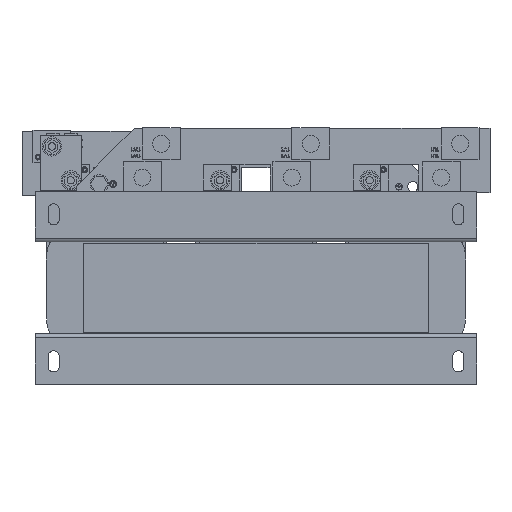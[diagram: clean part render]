
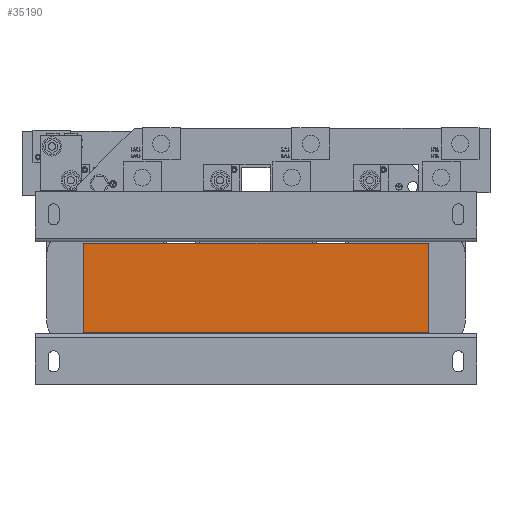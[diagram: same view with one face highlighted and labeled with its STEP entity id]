
A CAD part, front view. The second image highlights one B-rep face of the part: STEP entity #35190.
In plain terms, the highlighted planar face has unit normal (0, -1, 0).
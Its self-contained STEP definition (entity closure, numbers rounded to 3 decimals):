
#2098 = CARTESIAN_POINT ( 'NONE',  ( -187.5, -25., 48.5 ) ) ;
#5154 = DIRECTION ( 'NONE',  ( 1., 0., 0. ) ) ;
#6232 = VERTEX_POINT ( 'NONE', #11926 ) ;
#7334 = VECTOR ( 'NONE', #50238, 1000. ) ;
#10831 = ORIENTED_EDGE ( 'NONE', *, *, #10886, .T. ) ;
#10886 = EDGE_CURVE ( 'NONE', #6232, #53391, #17172, .T. ) ;
#11467 = CARTESIAN_POINT ( 'NONE',  ( -187.5, -25., 48.5 ) ) ;
#11542 = EDGE_LOOP ( 'NONE', ( #41488, #34812, #81423, #10831 ) ) ;
#11926 = CARTESIAN_POINT ( 'NONE',  ( -187.5, -25., 48.5 ) ) ;
#12499 = CARTESIAN_POINT ( 'NONE',  ( 187.5, -25., -48.5 ) ) ;
#13435 = EDGE_CURVE ( 'NONE', #53391, #83586, #68419, .T. ) ;
#16631 = EDGE_CURVE ( 'NONE', #6232, #35435, #58579, .T. ) ;
#17172 = LINE ( 'NONE', #11467, #44488 ) ;
#18118 = VECTOR ( 'NONE', #5154, 1000. ) ;
#18423 = AXIS2_PLACEMENT_3D ( 'NONE', #2098, #79809, #61152 ) ;
#26008 = CARTESIAN_POINT ( 'NONE',  ( -187.5, -25., -48.5 ) ) ;
#26472 = CARTESIAN_POINT ( 'NONE',  ( -187.5, -25., -48.5 ) ) ;
#31433 = CARTESIAN_POINT ( 'NONE',  ( 187.5, -25., 48.5 ) ) ;
#32725 = DIRECTION ( 'NONE',  ( 1., 0., 0. ) ) ;
#34041 = VECTOR ( 'NONE', #32725, 1000. ) ;
#34812 = ORIENTED_EDGE ( 'NONE', *, *, #43026, .F. ) ;
#35190 = ADVANCED_FACE ( 'NONE', ( #44906 ), #47563, .F. ) ;
#35435 = VERTEX_POINT ( 'NONE', #31433 ) ;
#37510 = CARTESIAN_POINT ( 'NONE',  ( 187.5, -25., 48.5 ) ) ;
#41488 = ORIENTED_EDGE ( 'NONE', *, *, #13435, .T. ) ;
#43026 = EDGE_CURVE ( 'NONE', #35435, #83586, #53792, .T. ) ;
#44488 = VECTOR ( 'NONE', #63457, 1000. ) ;
#44906 = FACE_OUTER_BOUND ( 'NONE', #11542, .T. ) ;
#47563 = PLANE ( 'NONE',  #18423 ) ;
#50238 = DIRECTION ( 'NONE',  ( 0., 0., -1. ) ) ;
#53391 = VERTEX_POINT ( 'NONE', #26008 ) ;
#53792 = LINE ( 'NONE', #37510, #7334 ) ;
#58579 = LINE ( 'NONE', #76073, #18118 ) ;
#61152 = DIRECTION ( 'NONE',  ( 0., 0., 1. ) ) ;
#63457 = DIRECTION ( 'NONE',  ( 0., 0., -1. ) ) ;
#68419 = LINE ( 'NONE', #26472, #34041 ) ;
#76073 = CARTESIAN_POINT ( 'NONE',  ( -187.5, -25., 48.5 ) ) ;
#79809 = DIRECTION ( 'NONE',  ( 0., 1., 0. ) ) ;
#81423 = ORIENTED_EDGE ( 'NONE', *, *, #16631, .F. ) ;
#83586 = VERTEX_POINT ( 'NONE', #12499 ) ;
